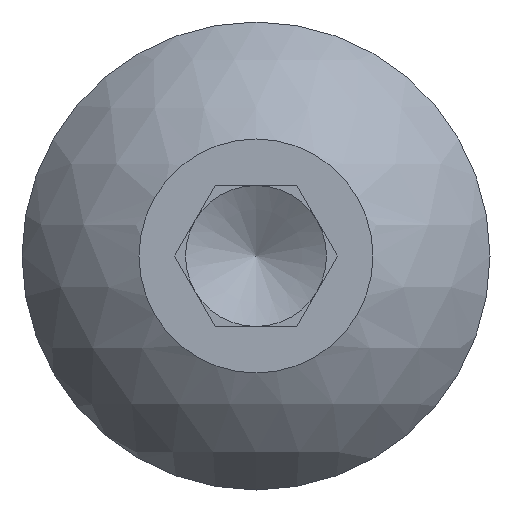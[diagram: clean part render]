
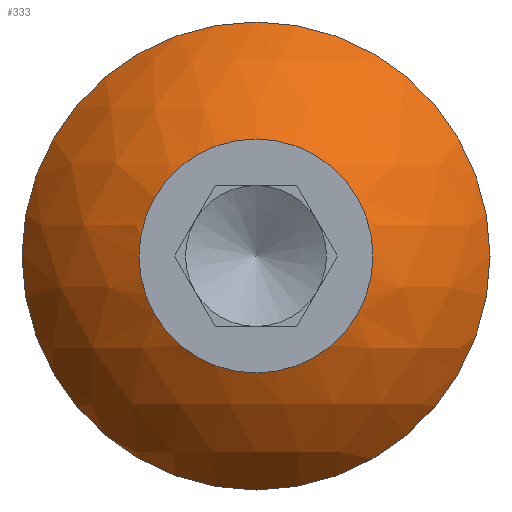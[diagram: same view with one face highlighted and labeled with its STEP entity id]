
A CAD part, left-side view. The second image highlights one B-rep face of the part: STEP entity #333.
In plain terms, the highlighted spherical face has radius 4.584 mm.
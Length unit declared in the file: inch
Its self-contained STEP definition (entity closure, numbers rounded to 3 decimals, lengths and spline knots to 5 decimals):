
#17=SPHERICAL_SURFACE('',#380,0.18048);
#19=FACE_BOUND('',#59,.T.);
#37=FACE_OUTER_BOUND('',#58,.T.);
#58=EDGE_LOOP('',(#277,#278));
#59=EDGE_LOOP('',(#279));
#128=CIRCLE('',#373,0.078);
#129=CIRCLE('',#381,0.156);
#130=CIRCLE('',#382,0.156);
#155=VERTEX_POINT('',#548);
#159=VERTEX_POINT('',#568);
#160=VERTEX_POINT('',#569);
#192=EDGE_CURVE('',#155,#155,#128,.T.);
#201=EDGE_CURVE('',#159,#160,#129,.T.);
#202=EDGE_CURVE('',#160,#159,#130,.T.);
#277=ORIENTED_EDGE('',*,*,#201,.T.);
#278=ORIENTED_EDGE('',*,*,#202,.T.);
#279=ORIENTED_EDGE('',*,*,#192,.F.);
#333=ADVANCED_FACE('',(#37,#19),#17,.T.);
#373=AXIS2_PLACEMENT_3D('',#549,#443,#444);
#380=AXIS2_PLACEMENT_3D('',#567,#465,#466);
#381=AXIS2_PLACEMENT_3D('',#570,#467,#468);
#382=AXIS2_PLACEMENT_3D('',#571,#469,#470);
#443=DIRECTION('center_axis',(-1.,0.,0.));
#444=DIRECTION('ref_axis',(0.,0.,1.));
#465=DIRECTION('center_axis',(0.,0.,1.));
#466=DIRECTION('ref_axis',(-1.,0.001,0.));
#467=DIRECTION('center_axis',(-1.,0.,0.));
#468=DIRECTION('ref_axis',(0.,0.,1.));
#469=DIRECTION('center_axis',(-1.,0.,0.));
#470=DIRECTION('ref_axis',(0.,0.,1.));
#548=CARTESIAN_POINT('',(0.,0.078,0.));
#549=CARTESIAN_POINT('Origin',(0.,0.,0.));
#567=CARTESIAN_POINT('Origin',(0.16275,0.,0.));
#568=CARTESIAN_POINT('',(0.072,0.,0.156));
#569=CARTESIAN_POINT('',(0.072,0.,-0.156));
#570=CARTESIAN_POINT('Origin',(0.072,0.,0.));
#571=CARTESIAN_POINT('Origin',(0.072,0.,0.));
